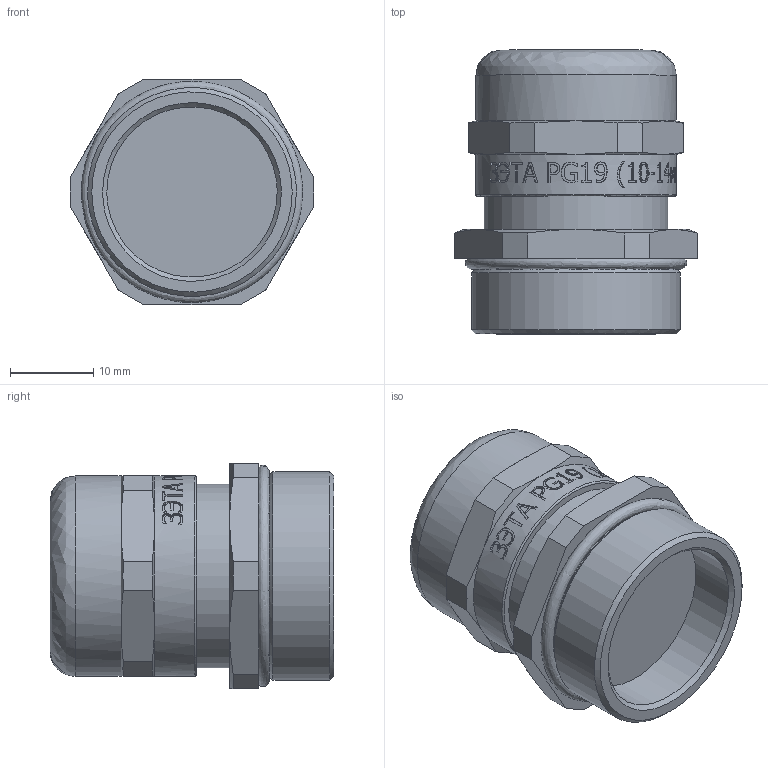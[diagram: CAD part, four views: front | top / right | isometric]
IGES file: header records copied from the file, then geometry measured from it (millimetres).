
Global section: file name: 6 КВ-PG19 (10-14мм); native system: Autodesk Inventor 2015; preprocessor: unknown; author: zeta-23; date: 20161011.221006; units: millimetre
Bounding box: 29.18 x 34 x 27 mm (x, y, z)
Volume: 13935.8 mm3; surface area: 4441.2 mm2
Topology: 1 solids, 1 shells, 313 faces, 848 edges, 564 vertices
Faces by surface type: bspline 313
